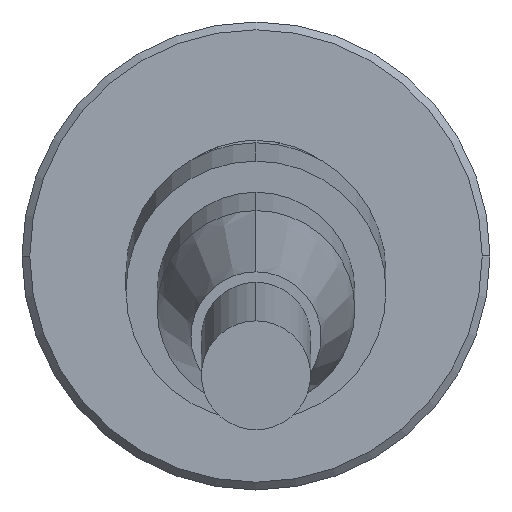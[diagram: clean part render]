
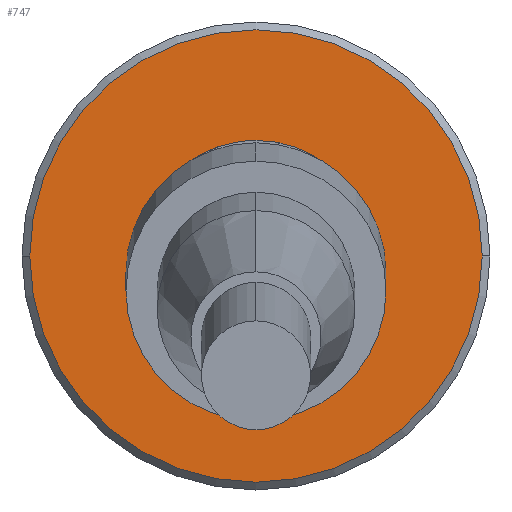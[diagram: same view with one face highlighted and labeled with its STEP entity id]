
A CAD part, left-side view. The second image highlights one B-rep face of the part: STEP entity #747.
In plain terms, the highlighted planar face has unit normal (-1, 0, 0).
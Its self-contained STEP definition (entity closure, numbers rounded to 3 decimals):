
#79=CARTESIAN_POINT('',(-60.833,9.,-9.));
#80=DIRECTION('',(1.,0.,0.));
#81=DIRECTION('',(0.,-1.,0.));
#82=AXIS2_PLACEMENT_3D('',#79,#80,#81);
#84=CARTESIAN_POINT('',(-60.833,9.,-9.));
#85=DIRECTION('',(1.,0.,0.));
#86=DIRECTION('',(0.,1.,0.));
#87=AXIS2_PLACEMENT_3D('',#84,#85,#86);
#89=CARTESIAN_POINT('',(-60.833,9.,-9.));
#90=DIRECTION('',(1.,0.,0.));
#91=DIRECTION('',(0.,0.,-1.));
#92=AXIS2_PLACEMENT_3D('',#89,#90,#91);
#98=CARTESIAN_POINT('',(-60.833,9.,-9.));
#99=DIRECTION('',(1.,0.,0.));
#100=DIRECTION('',(0.,0.,1.));
#101=AXIS2_PLACEMENT_3D('',#98,#99,#100);
#625=CARTESIAN_POINT('',(-60.833,0.3,
-9.));
#626=VERTEX_POINT('',#625);
#627=CARTESIAN_POINT('',(-60.833,17.7,-9.));
#628=VERTEX_POINT('',#627);
#685=CARTESIAN_POINT('',(-60.833,9.,-13.445));
#686=CARTESIAN_POINT('',(-60.833,9.,-4.555));
#687=VERTEX_POINT('',#685);
#688=VERTEX_POINT('',#686);
#730=CARTESIAN_POINT('',(-60.833,9.,-9.));
#731=DIRECTION('',(-1.,0.,0.));
#732=DIRECTION('',(0.,1.,0.));
#733=AXIS2_PLACEMENT_3D('',#730,#731,#732);
#734=PLANE('',#733);
#736=ORIENTED_EDGE('',*,*,#735,.T.);
#738=ORIENTED_EDGE('',*,*,#737,.T.);
#739=EDGE_LOOP('',(#736,#738));
#740=FACE_OUTER_BOUND('',#739,.F.);
#742=ORIENTED_EDGE('',*,*,#741,.F.);
#744=ORIENTED_EDGE('',*,*,#743,.F.);
#745=EDGE_LOOP('',(#742,#744));
#746=FACE_BOUND('',#745,.F.);
#747=ADVANCED_FACE('',(#740,#746),#734,.T.);
#83=CIRCLE('',#82,8.7);
#88=CIRCLE('',#87,8.7);
#93=CIRCLE('',#92,4.445);
#102=CIRCLE('',#101,4.445);
#735=EDGE_CURVE('',#626,#628,#83,.T.);
#737=EDGE_CURVE('',#628,#626,#88,.T.);
#741=EDGE_CURVE('',#687,#688,#93,.T.);
#743=EDGE_CURVE('',#688,#687,#102,.T.);
